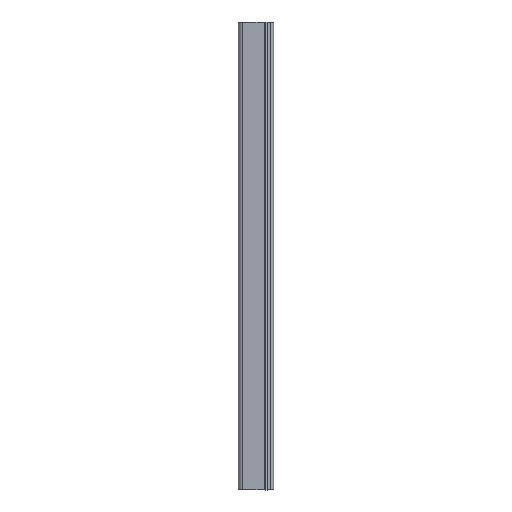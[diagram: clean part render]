
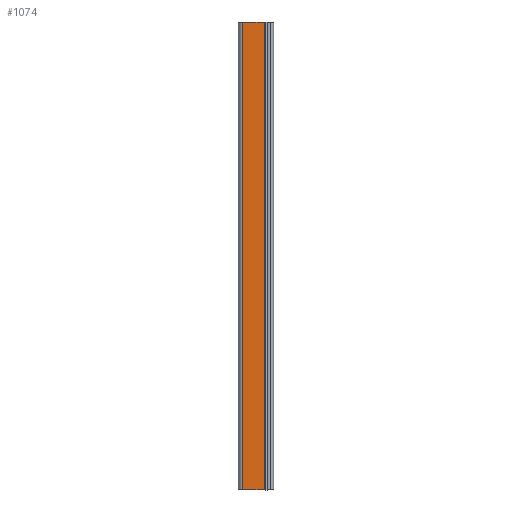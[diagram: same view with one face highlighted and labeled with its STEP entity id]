
A CAD part, left-side view. The second image highlights one B-rep face of the part: STEP entity #1074.
In plain terms, the highlighted planar face has unit normal (-1, 0, 0).
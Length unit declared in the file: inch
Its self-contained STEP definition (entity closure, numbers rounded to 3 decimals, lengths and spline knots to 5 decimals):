
#70 = PLANE ( 'NONE',  #2552 ) ;
#99 = VECTOR ( 'NONE', #1691, 39.37008 ) ;
#209 = DIRECTION ( 'NONE',  ( 0., -1., 0. ) ) ;
#264 = VECTOR ( 'NONE', #1580, 39.37008 ) ;
#284 = VERTEX_POINT ( 'NONE', #319 ) ;
#319 = CARTESIAN_POINT ( 'NONE',  ( -0.62992, 1.03937, -7.87402 ) ) ;
#373 = LINE ( 'NONE', #1357, #264 ) ;
#379 = VERTEX_POINT ( 'NONE', #408 ) ;
#408 = CARTESIAN_POINT ( 'NONE',  ( -0.62992, 0.31556, 7.87402 ) ) ;
#416 = EDGE_LOOP ( 'NONE', ( #2395, #1129, #809, #1447 ) ) ;
#442 = CARTESIAN_POINT ( 'NONE',  ( -0.62992, 0.09843, -7.87402 ) ) ;
#584 = LINE ( 'NONE', #977, #1932 ) ;
#796 = VERTEX_POINT ( 'NONE', #2183 ) ;
#809 = ORIENTED_EDGE ( 'NONE', *, *, #975, .T. ) ;
#824 = LINE ( 'NONE', #442, #2465 ) ;
#879 = CARTESIAN_POINT ( 'NONE',  ( -0.62992, 0.09843, 7.87402 ) ) ;
#921 = DIRECTION ( 'NONE',  ( 0., 1., 0. ) ) ;
#929 = FACE_OUTER_BOUND ( 'NONE', #416, .T. ) ;
#975 = EDGE_CURVE ( 'NONE', #284, #796, #824, .T. ) ;
#977 = CARTESIAN_POINT ( 'NONE',  ( -0.62992, 0.31556, 7.87402 ) ) ;
#1074 = ADVANCED_FACE ( 'NONE', ( #929 ), #70, .F. ) ;
#1129 = ORIENTED_EDGE ( 'NONE', *, *, #1254, .F. ) ;
#1254 = EDGE_CURVE ( 'NONE', #284, #1953, #373, .T. ) ;
#1357 = CARTESIAN_POINT ( 'NONE',  ( -0.62992, 1.03937, 7.87402 ) ) ;
#1419 = EDGE_CURVE ( 'NONE', #1953, #379, #1872, .T. ) ;
#1447 = ORIENTED_EDGE ( 'NONE', *, *, #1896, .F. ) ;
#1580 = DIRECTION ( 'NONE',  ( 0., 0., 1. ) ) ;
#1691 = DIRECTION ( 'NONE',  ( 0., -1., 0. ) ) ;
#1743 = DIRECTION ( 'NONE',  ( 1., 0., 0. ) ) ;
#1806 = CARTESIAN_POINT ( 'NONE',  ( -0.62992, 1.03937, 7.87402 ) ) ;
#1872 = LINE ( 'NONE', #879, #99 ) ;
#1896 = EDGE_CURVE ( 'NONE', #379, #796, #584, .T. ) ;
#1932 = VECTOR ( 'NONE', #1990, 39.37008 ) ;
#1953 = VERTEX_POINT ( 'NONE', #1806 ) ;
#1990 = DIRECTION ( 'NONE',  ( 0., 0., -1. ) ) ;
#2107 = CARTESIAN_POINT ( 'NONE',  ( -0.62992, 0.31556, 7.87402 ) ) ;
#2183 = CARTESIAN_POINT ( 'NONE',  ( -0.62992, 0.31556, -7.87402 ) ) ;
#2395 = ORIENTED_EDGE ( 'NONE', *, *, #1419, .F. ) ;
#2465 = VECTOR ( 'NONE', #209, 39.37008 ) ;
#2552 = AXIS2_PLACEMENT_3D ( 'NONE', #2107, #1743, #921 ) ;
